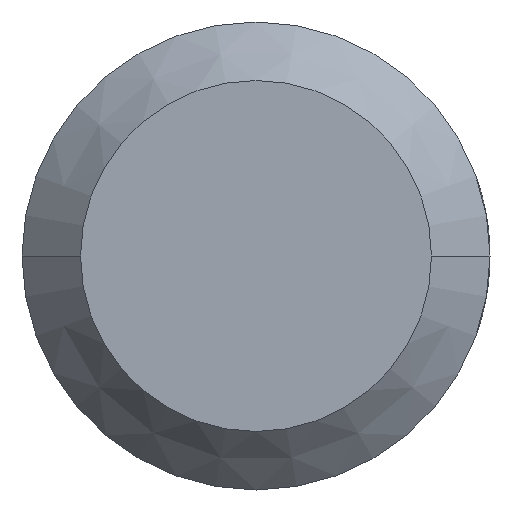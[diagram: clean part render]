
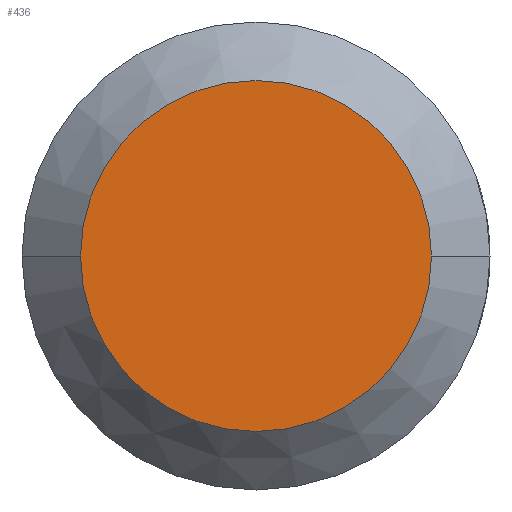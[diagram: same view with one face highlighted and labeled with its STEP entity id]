
A CAD part, front view. The second image highlights one B-rep face of the part: STEP entity #436.
In plain terms, the highlighted planar face has unit normal (0, -1, 0).
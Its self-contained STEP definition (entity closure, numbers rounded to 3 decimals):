
#54=CARTESIAN_POINT('',(0.,-28.51,0.));
#55=DIRECTION('',(0.,1.,0.));
#56=DIRECTION('',(1.,0.,0.));
#57=AXIS2_PLACEMENT_3D('',#54,#55,#56);
#62=CARTESIAN_POINT('',(0.,-28.51,0.));
#63=DIRECTION('',(0.,-1.,0.));
#64=DIRECTION('',(1.,0.,0.));
#65=AXIS2_PLACEMENT_3D('',#62,#63,#64);
#411=CARTESIAN_POINT('',(3.,-28.51,0.));
#413=VERTEX_POINT('',#411);
#415=CARTESIAN_POINT('',(-3.,-28.51,0.));
#416=VERTEX_POINT('',#415);
#425=CARTESIAN_POINT('',(0.,-28.51,0.));
#426=DIRECTION('',(0.,-1.,0.));
#427=DIRECTION('',(-1.,0.,0.));
#428=AXIS2_PLACEMENT_3D('',#425,#426,#427);
#429=PLANE('',#428);
#431=ORIENTED_EDGE('',*,*,#430,.T.);
#433=ORIENTED_EDGE('',*,*,#432,.F.);
#434=EDGE_LOOP('',(#431,#433));
#435=FACE_OUTER_BOUND('',#434,.F.);
#436=ADVANCED_FACE('',(#435),#429,.T.);
#58=CIRCLE('',#57,3.);
#66=CIRCLE('',#65,3.);
#430=EDGE_CURVE('',#413,#416,#58,.T.);
#432=EDGE_CURVE('',#413,#416,#66,.T.);
